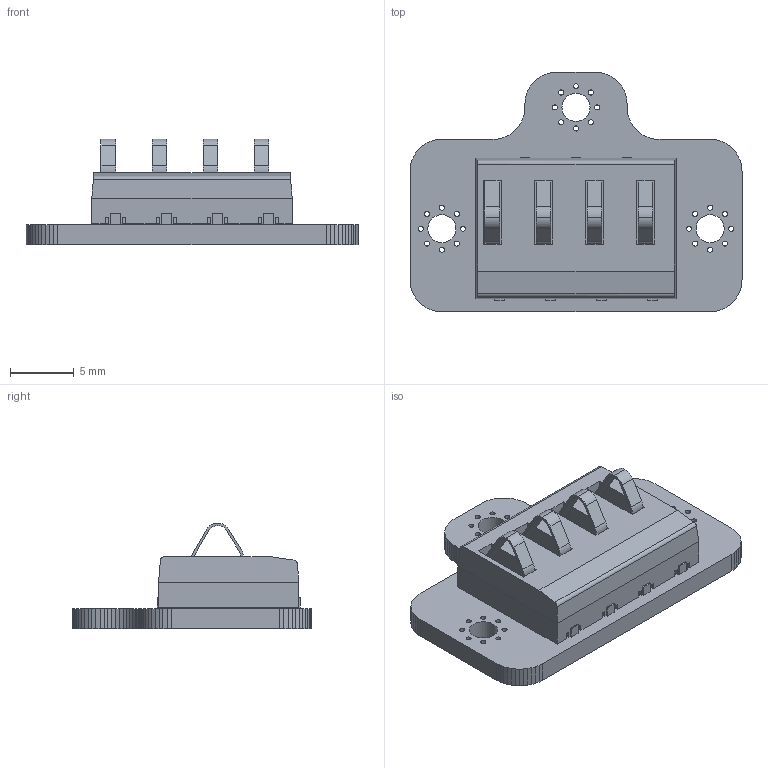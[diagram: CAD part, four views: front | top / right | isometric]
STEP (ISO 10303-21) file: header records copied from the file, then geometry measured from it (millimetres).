
FILE_DESCRIPTION(('KiCad electronic assembly'),'2;1');
FILE_NAME('carte-dock-lp-e10.step','2025-03-21T17:33:37',('Pcbnew'),( 'Kicad'),'Open CASCADE STEP processor 7.6','KiCad to STEP converter' ,'Unknown');
FILE_SCHEMA(('AUTOMOTIVE_DESIGN { 1 0 10303 214 1 1 1 1 }'));
Length unit declared in the file: millimetre
Products named in the file (4): carte-dock-lp-e10 1; CONN-SMD_18K314305; COMPOUND; carte-dock-lp-e10 PCB
Assembly tree (3 placements, depth 3):
  carte-dock-lp-e10 1
    CONN-SMD_18K314305
      COMPOUND
    carte-dock-lp-e10 PCB
Bounding box: 26 x 18.75 x 8.3 mm (x, y, z)
Volume: 1222.4 mm3; surface area: 1803.1 mm2
Topology: 22 solids, 22 shells, 595 faces, 1615 edges, 1074 vertices
Faces by surface type: plane 434, bspline 98, cylinder 55, revolution 4, cone 4
Full cylindrical faces by diameter (mm): 0.4 x24, 1.37 x2, 2.2 x3
Entity records: 43934 total; most frequent: CARTESIAN_POINT 9174, DIRECTION 5289, LINE 3997, VECTOR 3997, ORIENTED_EDGE 3230, PCURVE 3230, DEFINITIONAL_REPRESENTATION 3230, EDGE_CURVE 1615
